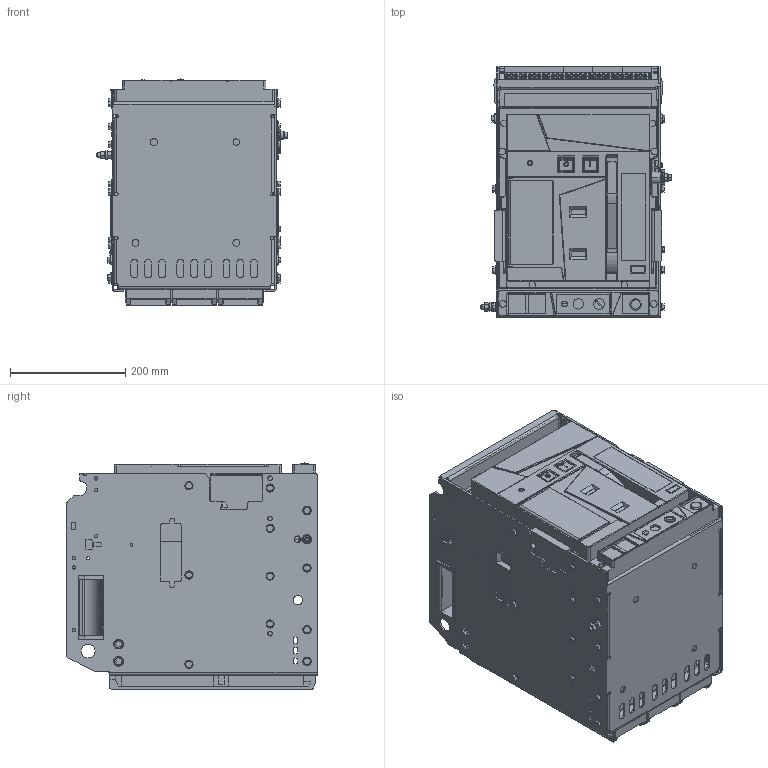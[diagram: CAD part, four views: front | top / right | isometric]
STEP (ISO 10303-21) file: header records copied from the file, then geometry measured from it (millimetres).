
FILE_DESCRIPTION (( 'STEP AP203' ), '1' );
FILE_NAME ('AR-ACB-3V(A,B) ACB ARMAT IEK.stp', '2023-11-30T08:05:16', ( '' ), ( '' ), 'SwSTEP 2.0', 'SolidWorks 2022', '' );
FILE_SCHEMA (( 'CONFIG_CONTROL_DESIGN' ));
Products named in the file (2): AR-ACB-3V(A,B) ACB ARMAT IEK.stp; AR-ACB-3V(A,B) ACB ARMAT IEK
Assembly tree (1 placements, depth 2):
  AR-ACB-3V(A,B) ACB ARMAT IEK
    AR-ACB-3V(A,B) ACB ARMAT IEK.stp
Bounding box: 331.9 x 435.3 x 392.5 mm (x, y, z)
Volume: 34124265.3 mm3; surface area: 2139642.8 mm2
Topology: 10 solids, 42 shells, 4374 faces, 11274 edges, 7236 vertices
Faces by surface type: plane 2458, cylinder 1360, cone 386, torus 105, sphere 52, bspline 13
Entity records: 135372 total; most frequent: CARTESIAN_POINT 26402, DIRECTION 22839, ORIENTED_EDGE 22472, EDGE_CURVE 11236, AXIS2_PLACEMENT_3D 7684, LINE 7471, VECTOR 7471, VERTEX_POINT 7235
